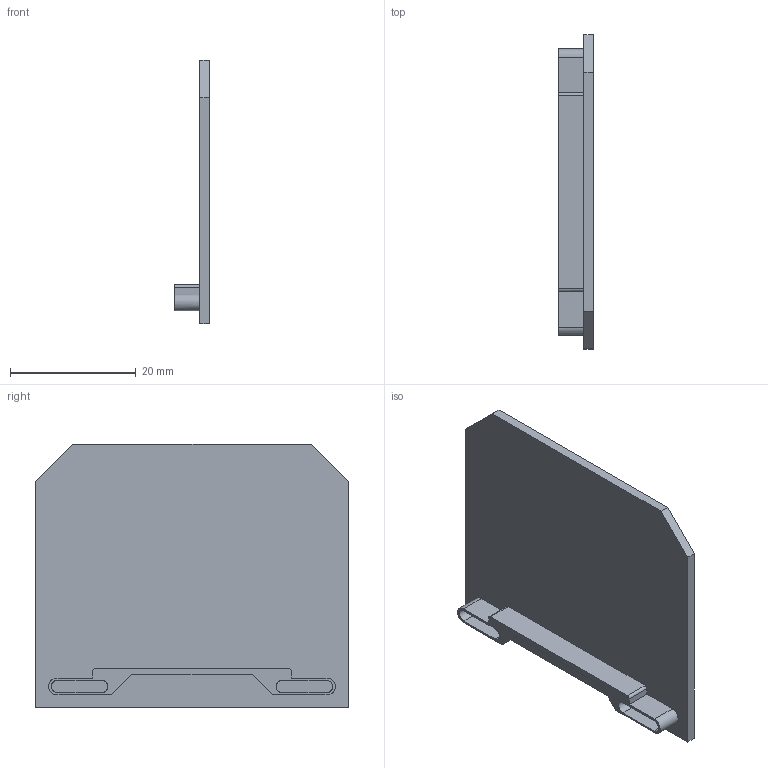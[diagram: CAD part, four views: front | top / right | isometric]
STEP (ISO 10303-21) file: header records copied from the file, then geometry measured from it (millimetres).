
FILE_DESCRIPTION(('CATIA V5R22 STEP214','CAx-IF Rec.Pracs.--- Model Styling and Organization---1.4--- 2014-01-23'),'2;1');
FILE_NAME ('D1445806_1', '2021-03-23T13:25:20+00:00', ('Weidmueller Interface'), ('Weidmueller'), 'CATIA Version 5-6 Release 2016 SP3 HF44', 'CATIA V5 STEP AP214', 'none');
FILE_SCHEMA(('AUTOMOTIVE_DESIGN { 1 0 10303 214 1 1 1 1 }'));
Length unit declared in the file: millimetre
Products named in the file (1): 0271160000
Bounding box: 5.5 x 50 x 42 mm (x, y, z)
Volume: 3319.2 mm3; surface area: 4974.5 mm2
Topology: 1 solids, 1 shells, 33 faces, 94 edges, 66 vertices
Faces by surface type: plane 25, cylinder 8
Entity records: 1261 total; most frequent: CARTESIAN_POINT 342, ORIENTED_EDGE 188, DIRECTION 152, EDGE_CURVE 94, VECTOR 68, LINE 68, VERTEX_POINT 66, AXIS2_PLACEMENT_3D 52
